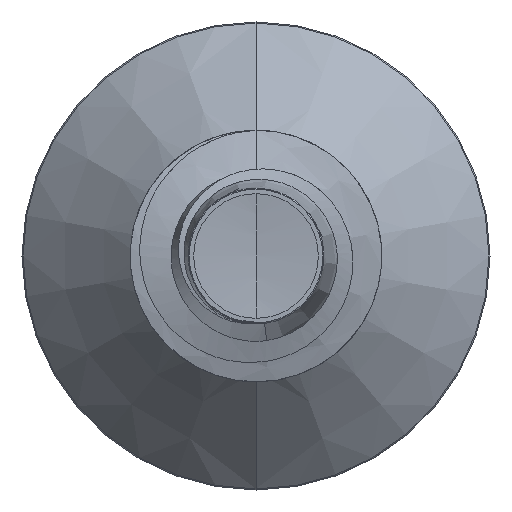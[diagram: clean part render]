
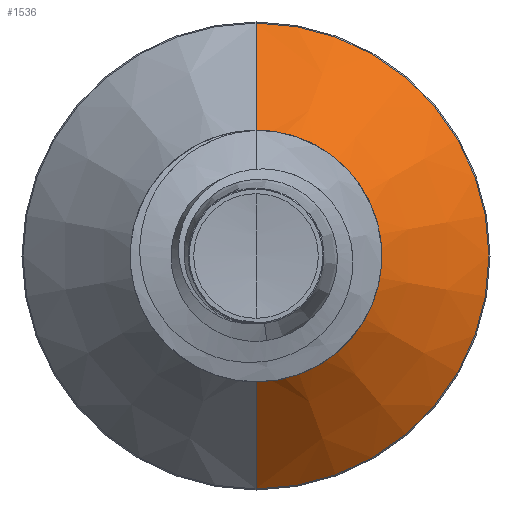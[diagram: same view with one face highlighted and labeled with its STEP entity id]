
A CAD part, front view. The second image highlights one B-rep face of the part: STEP entity #1536.
In plain terms, the highlighted conical face has half-angle 45 degrees and reference radius 2.301 mm.
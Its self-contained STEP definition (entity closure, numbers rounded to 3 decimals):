
#249 = VERTEX_POINT ( 'NONE', #2055 ) ;
#1436 = EDGE_CURVE ( 'NONE', #2505, #9410, #9540, .T. ) ;
#1536 = ADVANCED_FACE ( 'NONE', ( #8449 ), #17312, .T. ) ;
#2055 = CARTESIAN_POINT ( 'NONE',  ( 0., 14.401, -2.301 ) ) ;
#2413 = DIRECTION ( 'NONE',  ( 0., 0., 1. ) ) ;
#2420 = DIRECTION ( 'NONE',  ( 0., 1., 0. ) ) ;
#2468 = CARTESIAN_POINT ( 'NONE',  ( 0., 16.728, 0. ) ) ;
#2505 = VERTEX_POINT ( 'NONE', #11745 ) ;
#5180 = ORIENTED_EDGE ( 'NONE', *, *, #9645, .T. ) ;
#5309 = EDGE_CURVE ( 'NONE', #9410, #16224, #9007, .T. ) ;
#5691 = AXIS2_PLACEMENT_3D ( 'NONE', #18383, #15565, #14918 ) ;
#7613 = EDGE_LOOP ( 'NONE', ( #18199, #5180, #14544, #13692 ) ) ;
#8449 = FACE_OUTER_BOUND ( 'NONE', #7613, .T. ) ;
#8455 = CARTESIAN_POINT ( 'NONE',  ( 0., 14.401, -2.301 ) ) ;
#8880 = DIRECTION ( 'NONE',  ( 0., 0.707, -0.707 ) ) ;
#9007 = CIRCLE ( 'NONE', #12596, 4.628 ) ;
#9216 = CARTESIAN_POINT ( 'NONE',  ( 0., 16.728, -4.628 ) ) ;
#9410 = VERTEX_POINT ( 'NONE', #14371 ) ;
#9540 = LINE ( 'NONE', #17893, #12912 ) ;
#9645 = EDGE_CURVE ( 'NONE', #249, #16224, #17770, .T. ) ;
#11745 = CARTESIAN_POINT ( 'NONE',  ( 0., 14.401, 2.301 ) ) ;
#12225 = AXIS2_PLACEMENT_3D ( 'NONE', #18048, #18045, #18017 ) ;
#12478 = VECTOR ( 'NONE', #8880, 1000. ) ;
#12596 = AXIS2_PLACEMENT_3D ( 'NONE', #2468, #2420, #2413 ) ;
#12912 = VECTOR ( 'NONE', #17333, 1000. ) ;
#13692 = ORIENTED_EDGE ( 'NONE', *, *, #1436, .F. ) ;
#14371 = CARTESIAN_POINT ( 'NONE',  ( 0., 16.728, 4.628 ) ) ;
#14544 = ORIENTED_EDGE ( 'NONE', *, *, #5309, .F. ) ;
#14918 = DIRECTION ( 'NONE',  ( 0., 0., 1. ) ) ;
#15565 = DIRECTION ( 'NONE',  ( 0., 1., 0. ) ) ;
#16224 = VERTEX_POINT ( 'NONE', #9216 ) ;
#17312 = CONICAL_SURFACE ( 'NONE', #5691, 2.301, 0.785 ) ;
#17333 = DIRECTION ( 'NONE',  ( 0., 0.707, 0.707 ) ) ;
#17770 = LINE ( 'NONE', #8455, #12478 ) ;
#17893 = CARTESIAN_POINT ( 'NONE',  ( 0., 14.401, 2.301 ) ) ;
#18017 = DIRECTION ( 'NONE',  ( 0., 0., 1. ) ) ;
#18045 = DIRECTION ( 'NONE',  ( 0., 1., 0. ) ) ;
#18048 = CARTESIAN_POINT ( 'NONE',  ( 0., 14.401, 0. ) ) ;
#18199 = ORIENTED_EDGE ( 'NONE', *, *, #18523, .T. ) ;
#18253 = CIRCLE ( 'NONE', #12225, 2.301 ) ;
#18383 = CARTESIAN_POINT ( 'NONE',  ( 0., 14.401, 0. ) ) ;
#18523 = EDGE_CURVE ( 'NONE', #2505, #249, #18253, .T. ) ;
